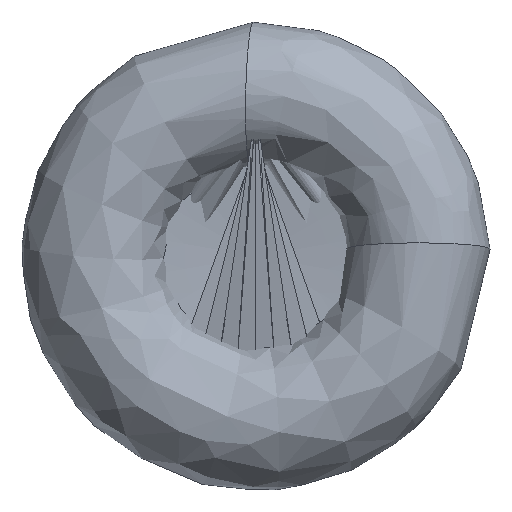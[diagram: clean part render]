
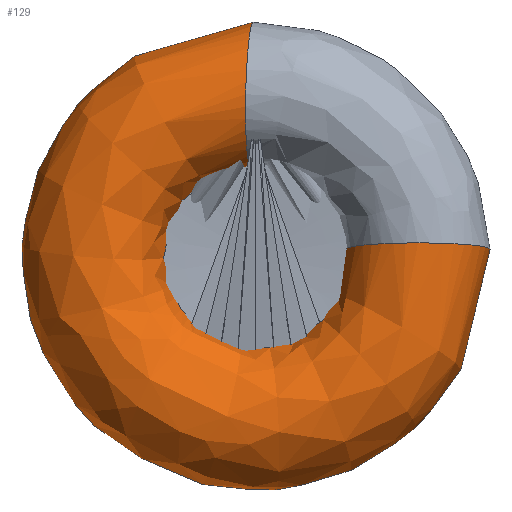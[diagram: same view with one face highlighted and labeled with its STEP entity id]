
A CAD part, left-side view. The second image highlights one B-rep face of the part: STEP entity #129.
In plain terms, the highlighted free-form (B-spline) face has degree [3, 3] with [7, 7] control points.
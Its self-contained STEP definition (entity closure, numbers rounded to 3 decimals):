
#129=ADVANCED_FACE('',(#142,#143),#140,.F.);
#140=(
BOUNDED_SURFACE()
B_SPLINE_SURFACE(3,3,((#296,#297,#298,#299,#300,#301,#302),(#303,#304,#305,
#306,#307,#308,#309),(#310,#311,#312,#313,#314,#315,#316),(#317,#318,#319,
#320,#321,#322,#323),(#324,#325,#326,#327,#328,#329,#330),(#331,#332,#333,
#334,#335,#336,#337),(#338,#339,#340,#341,#342,#343,#344)),
 .UNSPECIFIED.,.T.,.F.,.F.)
B_SPLINE_SURFACE_WITH_KNOTS((1,3,3,3,1),(4,3,4),(-0.5,0.,0.5,1.,1.5),(0.,
0.5,1.),.UNSPECIFIED.)
GEOMETRIC_REPRESENTATION_ITEM()
RATIONAL_B_SPLINE_SURFACE(((1.,0.585,0.585,1.,0.585,
0.585,1.),(0.333,0.195,0.195,
0.333,0.195,0.195,0.333),
(0.333,0.195,0.195,0.333,
0.195,0.195,0.333),(1.,0.585,
0.585,1.,0.585,0.585,1.),(0.333,
0.195,0.195,0.333,0.195,
0.195,0.333),(0.333,0.195,
0.195,0.333,0.195,0.195,
0.333),(1.,0.585,0.585,1.,0.585,
0.585,1.)))
REPRESENTATION_ITEM('')
SURFACE()
);
#142=FACE_BOUND('',#162,.T.);
#143=FACE_BOUND('',#163,.T.);
#162=EDGE_LOOP('',(#182));
#163=EDGE_LOOP('',(#183));
#182=ORIENTED_EDGE('',*,*,#213,.T.);
#183=ORIENTED_EDGE('',*,*,#214,.F.);
#202=VERTEX_POINT('',#293);
#203=VERTEX_POINT('',#295);
#213=EDGE_CURVE('',#202,#202,#223,.T.);
#214=EDGE_CURVE('',#203,#203,#224,.T.);
#223=CIRCLE('',#234,8.);
#224=CIRCLE('',#235,8.);
#234=AXIS2_PLACEMENT_3D('',#292,#254,#255);
#235=AXIS2_PLACEMENT_3D('',#294,#256,#257);
#254=DIRECTION('',(0.087,0.996,0.02));
#255=DIRECTION('',(0.996,-0.087,-0.002));
#256=DIRECTION('',(0.087,0.,0.996));
#257=DIRECTION('',(0.996,0.,-0.087));
#292=CARTESIAN_POINT('',(7.97,0.441,18.));
#293=CARTESIAN_POINT('',(15.939,-0.256,17.986));
#294=CARTESIAN_POINT('',(7.97,-17.988,0.803));
#295=CARTESIAN_POINT('',(15.939,-17.988,0.106));
#296=CARTESIAN_POINT('',(15.939,-17.988,0.106));
#297=CARTESIAN_POINT('',(15.939,-18.099,-18.86));
#298=CARTESIAN_POINT('',(15.939,-0.583,-26.133));
#299=CARTESIAN_POINT('',(15.939,12.772,-12.666));
#300=CARTESIAN_POINT('',(15.939,26.127,0.801));
#301=CARTESIAN_POINT('',(15.939,18.708,18.256));
#302=CARTESIAN_POINT('',(15.939,-0.256,17.986));
#303=CARTESIAN_POINT('',(15.939,-1.988,0.106));
#304=CARTESIAN_POINT('',(15.939,-2.099,-1.99));
#305=CARTESIAN_POINT('',(15.939,-0.201,-2.885));
#306=CARTESIAN_POINT('',(15.939,1.346,-1.467));
#307=CARTESIAN_POINT('',(15.939,2.892,-0.048));
#308=CARTESIAN_POINT('',(15.939,2.163,1.92));
#309=CARTESIAN_POINT('',(15.939,0.066,1.989));
#310=CARTESIAN_POINT('',(0.,-1.988,1.5));
#311=CARTESIAN_POINT('',(0.,-3.569,-0.596));
#312=CARTESIAN_POINT('',(0.,-2.227,-2.852));
#313=CARTESIAN_POINT('',(0.,0.37,-2.462));
#314=CARTESIAN_POINT('',(0.,2.966,-2.073));
#315=CARTESIAN_POINT('',(0.,3.587,0.478));
#316=CARTESIAN_POINT('',(0.,1.46,2.017));
#317=CARTESIAN_POINT('',(0.,-17.988,1.5));
#318=CARTESIAN_POINT('',(0.,-19.569,-17.466));
#319=CARTESIAN_POINT('',(0.,-2.609,-26.1));
#320=CARTESIAN_POINT('',(0.,11.796,-13.662));
#321=CARTESIAN_POINT('',(0.,26.201,-1.224));
#322=CARTESIAN_POINT('',(0.,20.132,16.814));
#323=CARTESIAN_POINT('',(0.,1.138,18.014));
#324=CARTESIAN_POINT('',(0.,-33.988,1.5));
#325=CARTESIAN_POINT('',(0.,-35.569,-34.336));
#326=CARTESIAN_POINT('',(0.,-2.99,-49.348));
#327=CARTESIAN_POINT('',(0.,23.223,-24.861));
#328=CARTESIAN_POINT('',(0.,49.437,-0.375));
#329=CARTESIAN_POINT('',(0.,36.677,33.149));
#330=CARTESIAN_POINT('',(0.,0.817,34.011));
#331=CARTESIAN_POINT('',(15.939,-33.988,0.106));
#332=CARTESIAN_POINT('',(15.939,-34.099,-35.73));
#333=CARTESIAN_POINT('',(15.939,-0.964,-49.381));
#334=CARTESIAN_POINT('',(15.939,24.199,-23.866));
#335=CARTESIAN_POINT('',(15.939,49.363,1.65));
#336=CARTESIAN_POINT('',(15.939,35.254,34.592));
#337=CARTESIAN_POINT('',(15.939,-0.577,33.983));
#338=CARTESIAN_POINT('',(15.939,-17.988,0.106));
#339=CARTESIAN_POINT('',(15.939,-18.099,-18.86));
#340=CARTESIAN_POINT('',(15.939,-0.583,-26.133));
#341=CARTESIAN_POINT('',(15.939,12.772,-12.666));
#342=CARTESIAN_POINT('',(15.939,26.127,0.801));
#343=CARTESIAN_POINT('',(15.939,18.708,18.256));
#344=CARTESIAN_POINT('',(15.939,-0.256,17.986));
